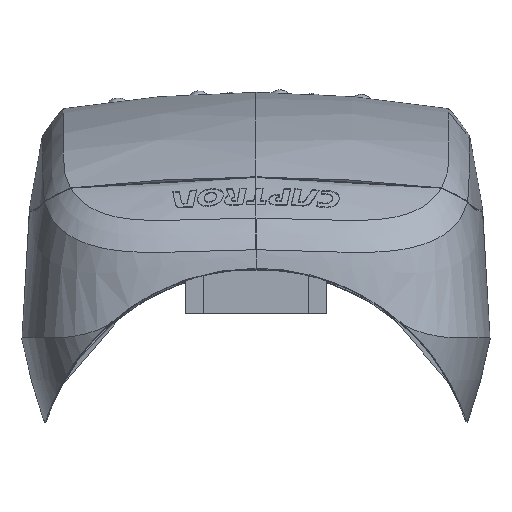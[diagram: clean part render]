
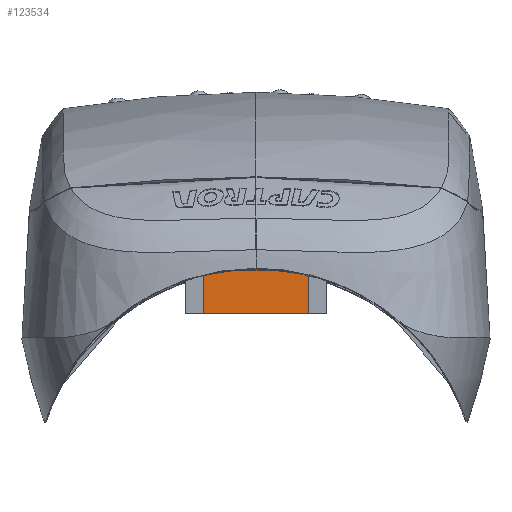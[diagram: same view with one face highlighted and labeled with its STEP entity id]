
A CAD part, top view. The second image highlights one B-rep face of the part: STEP entity #123534.
In plain terms, the highlighted planar face has unit normal (0, 0, 1).
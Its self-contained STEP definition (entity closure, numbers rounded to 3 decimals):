
#6733 = ORIENTED_EDGE ( 'NONE', *, *, #107211, .F. ) ;
#14335 = VERTEX_POINT ( 'NONE', #203916 ) ;
#16117 = DIRECTION ( 'NONE',  ( -1., 0., 0. ) ) ;
#30005 = ORIENTED_EDGE ( 'NONE', *, *, #125091, .F. ) ;
#34514 = LINE ( 'NONE', #74204, #120491 ) ;
#38902 = VECTOR ( 'NONE', #83902, 1000. ) ;
#39253 = VERTEX_POINT ( 'NONE', #183090 ) ;
#47256 = PLANE ( 'NONE',  #171793 ) ;
#59374 = DIRECTION ( 'NONE',  ( 1., 0., 0. ) ) ;
#66496 = CARTESIAN_POINT ( 'NONE',  ( 3.7, 27., 5.975 ) ) ;
#72013 = DIRECTION ( 'NONE',  ( 0., 0., -1. ) ) ;
#72965 = DIRECTION ( 'NONE',  ( 0., 1., 0. ) ) ;
#74204 = CARTESIAN_POINT ( 'NONE',  ( -3.7, 27., 5.975 ) ) ;
#75896 = ORIENTED_EDGE ( 'NONE', *, *, #83497, .F. ) ;
#80776 = VERTEX_POINT ( 'NONE', #137185 ) ;
#83497 = EDGE_CURVE ( 'NONE', #14335, #39253, #114120, .T. ) ;
#83902 = DIRECTION ( 'NONE',  ( -1., 0., 0. ) ) ;
#84519 = FACE_OUTER_BOUND ( 'NONE', #242094, .T. ) ;
#91311 = VECTOR ( 'NONE', #97947, 1000. ) ;
#96629 = LINE ( 'NONE', #229527, #220562 ) ;
#97947 = DIRECTION ( 'NONE',  ( 0., -1., 0. ) ) ;
#101172 = CARTESIAN_POINT ( 'NONE',  ( -3.7, 27., 5.975 ) ) ;
#107211 = EDGE_CURVE ( 'NONE', #39253, #133429, #236648, .T. ) ;
#114120 = LINE ( 'NONE', #191104, #91311 ) ;
#120491 = VECTOR ( 'NONE', #72965, 1000. ) ;
#122963 = CARTESIAN_POINT ( 'NONE',  ( 0., 34., 5.975 ) ) ;
#123534 = ADVANCED_FACE ( 'NONE', ( #84519 ), #47256, .F. ) ;
#125091 = EDGE_CURVE ( 'NONE', #133429, #80776, #34514, .T. ) ;
#133429 = VERTEX_POINT ( 'NONE', #101172 ) ;
#137185 = CARTESIAN_POINT ( 'NONE',  ( -3.7, 34., 5.975 ) ) ;
#138014 = ORIENTED_EDGE ( 'NONE', *, *, #206935, .F. ) ;
#171793 = AXIS2_PLACEMENT_3D ( 'NONE', #122963, #72013, #16117 ) ;
#183090 = CARTESIAN_POINT ( 'NONE',  ( 3.7, 27., 5.975 ) ) ;
#191104 = CARTESIAN_POINT ( 'NONE',  ( 3.7, 34., 5.975 ) ) ;
#203916 = CARTESIAN_POINT ( 'NONE',  ( 3.7, 34., 5.975 ) ) ;
#206935 = EDGE_CURVE ( 'NONE', #80776, #14335, #96629, .T. ) ;
#220562 = VECTOR ( 'NONE', #59374, 1000. ) ;
#229527 = CARTESIAN_POINT ( 'NONE',  ( -3.7, 34., 5.975 ) ) ;
#236648 = LINE ( 'NONE', #66496, #38902 ) ;
#242094 = EDGE_LOOP ( 'NONE', ( #138014, #30005, #6733, #75896 ) ) ;
